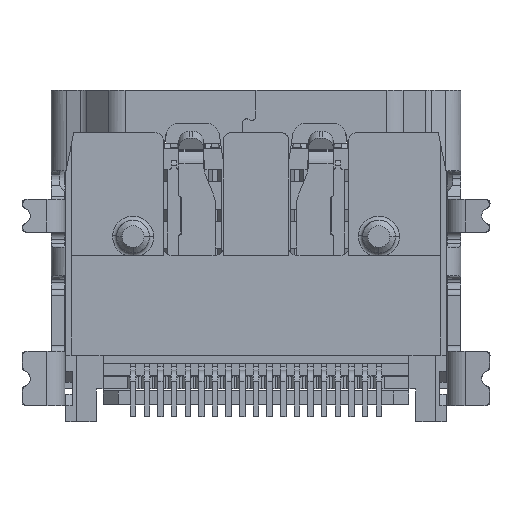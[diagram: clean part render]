
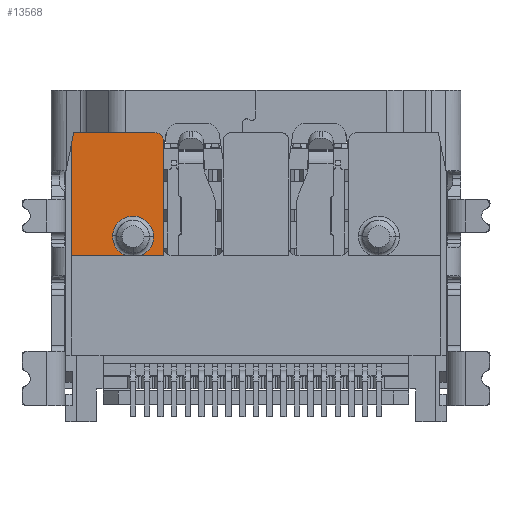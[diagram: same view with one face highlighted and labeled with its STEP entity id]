
A CAD part, front view. The second image highlights one B-rep face of the part: STEP entity #13568.
In plain terms, the highlighted planar face has unit normal (0, -1, 0).
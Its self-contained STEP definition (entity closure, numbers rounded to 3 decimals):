
#1098 = DIRECTION ( 'NONE',  ( 0.196, 0., 0.981 ) ) ;
#1504 = LINE ( 'NONE', #38578, #72254 ) ;
#2610 = VERTEX_POINT ( 'NONE', #39952 ) ;
#4767 = DIRECTION ( 'NONE',  ( -1., 0., 0. ) ) ;
#4799 = LINE ( 'NONE', #39300, #10074 ) ;
#5495 = DIRECTION ( 'NONE',  ( 0., 0., -1. ) ) ;
#6095 = DIRECTION ( 'NONE',  ( 0., 0., 1. ) ) ;
#6395 = VERTEX_POINT ( 'NONE', #61661 ) ;
#6575 = VERTEX_POINT ( 'NONE', #31488 ) ;
#7510 = ORIENTED_EDGE ( 'NONE', *, *, #53871, .T. ) ;
#8304 = CARTESIAN_POINT ( 'NONE',  ( -4.206, -3.395, -6.05 ) ) ;
#8681 = VERTEX_POINT ( 'NONE', #66719 ) ;
#9033 = ORIENTED_EDGE ( 'NONE', *, *, #42018, .F. ) ;
#10074 = VECTOR ( 'NONE', #5495, 1000. ) ;
#10470 = CARTESIAN_POINT ( 'NONE',  ( -3.4, -3.395, -6.05 ) ) ;
#10478 = ORIENTED_EDGE ( 'NONE', *, *, #56995, .F. ) ;
#11608 = ORIENTED_EDGE ( 'NONE', *, *, #56692, .F. ) ;
#11691 = CARTESIAN_POINT ( 'NONE',  ( -3.4, -3.395, -6.05 ) ) ;
#13568 = ADVANCED_FACE ( 'NONE', ( #31556 ), #18112, .F. ) ;
#15230 = DIRECTION ( 'NONE',  ( 0., -1., 0. ) ) ;
#15826 = CARTESIAN_POINT ( 'NONE',  ( -3.7, -3.395, -1.55 ) ) ;
#17868 = DIRECTION ( 'NONE',  ( 0., 0., -1. ) ) ;
#18112 = PLANE ( 'NONE',  #62030 ) ;
#19469 = VECTOR ( 'NONE', #43812, 1000. ) ;
#20685 = AXIS2_PLACEMENT_3D ( 'NONE', #21642, #15230, #20919 ) ;
#20919 = DIRECTION ( 'NONE',  ( 1., 0., 0. ) ) ;
#21642 = CARTESIAN_POINT ( 'NONE',  ( -4.5, -3.395, -5.36 ) ) ;
#22053 = VERTEX_POINT ( 'NONE', #39749 ) ;
#24985 = DIRECTION ( 'NONE',  ( 0., 1., 0. ) ) ;
#25080 = DIRECTION ( 'NONE',  ( 0., -1., 0. ) ) ;
#25822 = CARTESIAN_POINT ( 'NONE',  ( -4.5, -3.395, -5.36 ) ) ;
#28082 = CIRCLE ( 'NONE', #57460, 0.75 ) ;
#28613 = LINE ( 'NONE', #58116, #39210 ) ;
#31488 = CARTESIAN_POINT ( 'NONE',  ( -3.4, -3.395, -1.85 ) ) ;
#31556 = FACE_OUTER_BOUND ( 'NONE', #46279, .T. ) ;
#32199 = VERTEX_POINT ( 'NONE', #15826 ) ;
#35137 = ORIENTED_EDGE ( 'NONE', *, *, #68517, .F. ) ;
#36246 = ORIENTED_EDGE ( 'NONE', *, *, #39864, .F. ) ;
#37144 = DIRECTION ( 'NONE',  ( 0.392, 0., -0.92 ) ) ;
#38012 = CIRCLE ( 'NONE', #20685, 0.75 ) ;
#38424 = AXIS2_PLACEMENT_3D ( 'NONE', #51788, #61927, #6095 ) ;
#38578 = CARTESIAN_POINT ( 'NONE',  ( -4.794, -3.395, -6.05 ) ) ;
#38786 = ORIENTED_EDGE ( 'NONE', *, *, #67535, .T. ) ;
#39210 = VECTOR ( 'NONE', #1098, 1000. ) ;
#39300 = CARTESIAN_POINT ( 'NONE',  ( -6.775, -3.395, -2.05 ) ) ;
#39749 = CARTESIAN_POINT ( 'NONE',  ( -6.675, -3.395, -1.55 ) ) ;
#39750 = VERTEX_POINT ( 'NONE', #8304 ) ;
#39864 = EDGE_CURVE ( 'NONE', #39750, #54640, #69737, .T. ) ;
#39952 = CARTESIAN_POINT ( 'NONE',  ( -4.794, -3.395, -6.05 ) ) ;
#40938 = VECTOR ( 'NONE', #48283, 1000. ) ;
#42018 = EDGE_CURVE ( 'NONE', #54640, #53841, #38012, .T. ) ;
#42584 = CARTESIAN_POINT ( 'NONE',  ( -3.7, -3.395, -1.55 ) ) ;
#42641 = CIRCLE ( 'NONE', #38424, 0.3 ) ;
#43193 = ORIENTED_EDGE ( 'NONE', *, *, #45894, .F. ) ;
#43812 = DIRECTION ( 'NONE',  ( -1., 0., 0. ) ) ;
#45894 = EDGE_CURVE ( 'NONE', #69059, #39750, #69832, .T. ) ;
#46279 = EDGE_LOOP ( 'NONE', ( #43193, #53980, #35137, #7510, #65783, #38786, #11608, #10478, #9033, #36246 ) ) ;
#46474 = CARTESIAN_POINT ( 'NONE',  ( -5.088, -3.395, -3.8 ) ) ;
#48041 = LINE ( 'NONE', #42584, #40938 ) ;
#48283 = DIRECTION ( 'NONE',  ( -1., 0., 0. ) ) ;
#48982 = EDGE_CURVE ( 'NONE', #8681, #22053, #28613, .T. ) ;
#49923 = CARTESIAN_POINT ( 'NONE',  ( -3.75, -3.395, -5.36 ) ) ;
#51144 = LINE ( 'NONE', #68927, #58249 ) ;
#51255 = EDGE_CURVE ( 'NONE', #6575, #69059, #51144, .T. ) ;
#51288 = AXIS2_PLACEMENT_3D ( 'NONE', #25822, #25080, #37144 ) ;
#51788 = CARTESIAN_POINT ( 'NONE',  ( -3.7, -3.395, -1.85 ) ) ;
#53159 = DIRECTION ( 'NONE',  ( 1., 0., 0. ) ) ;
#53841 = VERTEX_POINT ( 'NONE', #59435 ) ;
#53871 = EDGE_CURVE ( 'NONE', #32199, #22053, #48041, .T. ) ;
#53980 = ORIENTED_EDGE ( 'NONE', *, *, #51255, .F. ) ;
#54640 = VERTEX_POINT ( 'NONE', #49923 ) ;
#56692 = EDGE_CURVE ( 'NONE', #2610, #6395, #1504, .T. ) ;
#56995 = EDGE_CURVE ( 'NONE', #53841, #2610, #28082, .T. ) ;
#57460 = AXIS2_PLACEMENT_3D ( 'NONE', #58064, #63728, #69384 ) ;
#58064 = CARTESIAN_POINT ( 'NONE',  ( -4.5, -3.395, -5.36 ) ) ;
#58116 = CARTESIAN_POINT ( 'NONE',  ( -6.775, -3.395, -2.05 ) ) ;
#58249 = VECTOR ( 'NONE', #17868, 1000. ) ;
#59435 = CARTESIAN_POINT ( 'NONE',  ( -5.249, -3.395, -5.327 ) ) ;
#61661 = CARTESIAN_POINT ( 'NONE',  ( -6.775, -3.395, -6.05 ) ) ;
#61927 = DIRECTION ( 'NONE',  ( 0., 1., 0. ) ) ;
#62030 = AXIS2_PLACEMENT_3D ( 'NONE', #46474, #24985, #53159 ) ;
#63728 = DIRECTION ( 'NONE',  ( 0., -1., 0. ) ) ;
#65783 = ORIENTED_EDGE ( 'NONE', *, *, #48982, .F. ) ;
#66719 = CARTESIAN_POINT ( 'NONE',  ( -6.775, -3.395, -2.05 ) ) ;
#67535 = EDGE_CURVE ( 'NONE', #8681, #6395, #4799, .T. ) ;
#68517 = EDGE_CURVE ( 'NONE', #32199, #6575, #42641, .T. ) ;
#68927 = CARTESIAN_POINT ( 'NONE',  ( -3.4, -3.395, -1.85 ) ) ;
#69059 = VERTEX_POINT ( 'NONE', #11691 ) ;
#69384 = DIRECTION ( 'NONE',  ( 1., 0., 0. ) ) ;
#69737 = CIRCLE ( 'NONE', #51288, 0.75 ) ;
#69832 = LINE ( 'NONE', #10470, #19469 ) ;
#72254 = VECTOR ( 'NONE', #4767, 1000. ) ;
